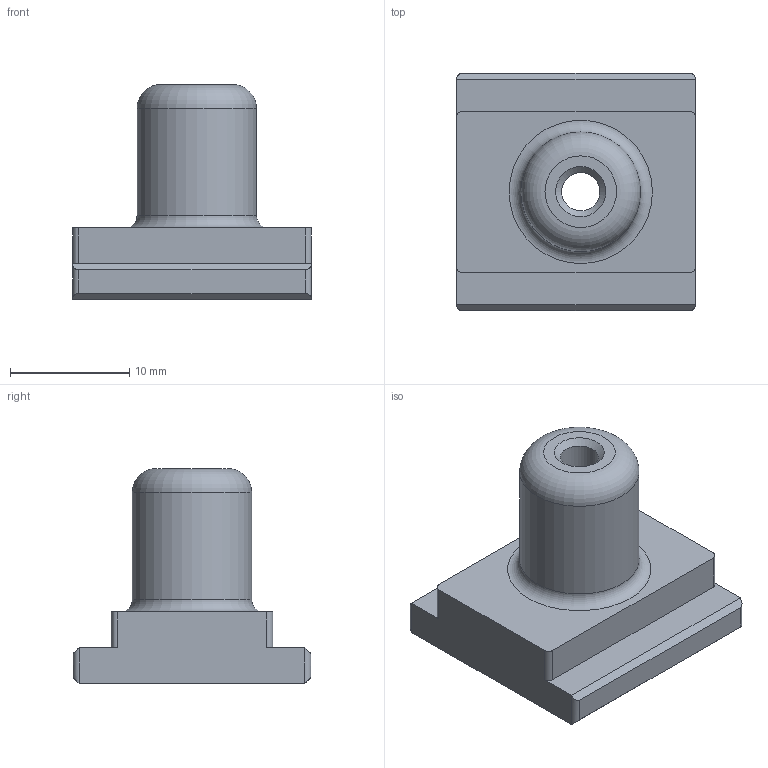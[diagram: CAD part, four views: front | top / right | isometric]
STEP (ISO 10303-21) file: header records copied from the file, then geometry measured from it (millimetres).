
FILE_DESCRIPTION(/* description */ (''),/* implementation_level */ '2;1');
FILE_NAME(/* name */ 'BT_left.stp',/* time_stamp */ '2024-06-04T15:47:38+02:00',/* author */ ('JN'),/* organization */ (''),/* preprocessor_version */ 'ST-DEVELOPER v18.1',/* originating_system */ 'Autodesk Inventor 2022',/* authorisation */ '');
FILE_SCHEMA (('AUTOMOTIVE_DESIGN { 1 0 10303 214 3 1 1 }'));
Length unit declared in the file: millimetre
Products named in the file (1): Schieber-links-v.2
Bounding box: 20 x 19.9 x 18 mm (x, y, z)
Volume: 2558.5 mm3; surface area: 1794.7 mm2
Topology: 1 solids, 1 shells, 45 faces, 106 edges, 66 vertices
Faces by surface type: plane 29, cylinder 11, cone 3, torus 2
Full cylindrical faces by diameter (mm): 3.2 x1, 3.4 x1, 10 x1
Entity records: 1336 total; most frequent: DIRECTION 232, CARTESIAN_POINT 218, ORIENTED_EDGE 212, EDGE_CURVE 106, AXIS2_PLACEMENT_3D 80, LINE 72, VECTOR 72, VERTEX_POINT 66
